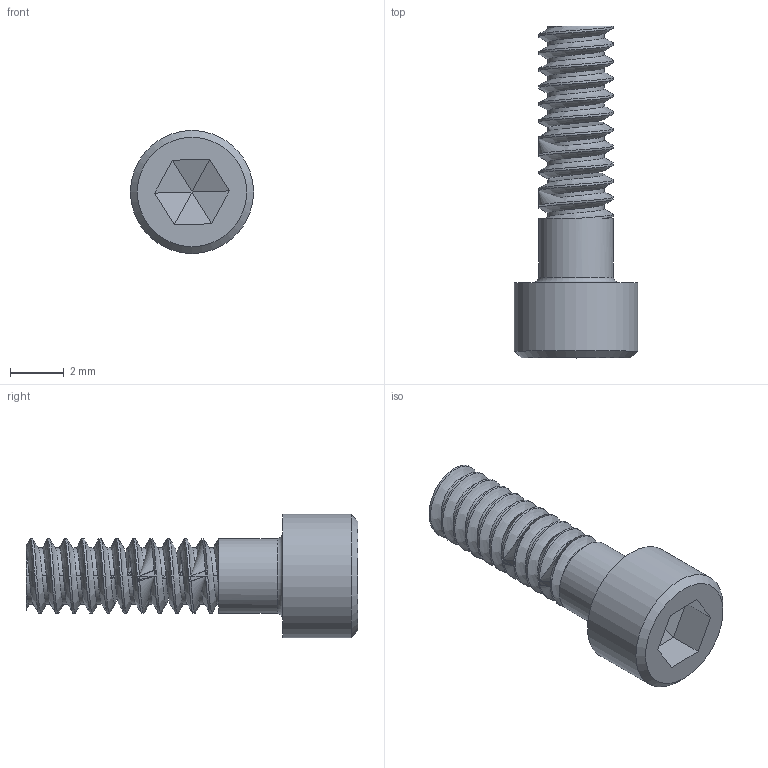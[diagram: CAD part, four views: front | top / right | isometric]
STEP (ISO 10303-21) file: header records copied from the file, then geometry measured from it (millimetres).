
FILE_DESCRIPTION(/* description */ (''),/* implementation_level */ '2;1');
FILE_NAME(/* name */ 'MS16995H-10-exact.step',/* time_stamp */ '2019-07-05T07:52:09-05:00',/* author */ (''),/* organization */ (''),/* preprocessor_version */ 'ST-DEVELOPER v18',/* originating_system */ 'Autodesk Translation Framework v8.2.0.1029',/* authorisation */ '');
FILE_SCHEMA (('AUTOMOTIVE_DESIGN { 1 0 10303 214 3 1 1 }'));
Length unit declared in the file: inch
Products named in the file (2): MS16995H-10-exact; MS16995H-10
Assembly tree (1 placements, depth 2):
  MS16995H-10-exact
    MS16995H-10
Bounding box: 4.57 x 12.32 x 4.57 mm (x, y, z)
Volume: 92 mm3; surface area: 206.2 mm2
Topology: 1 solids, 1 shells, 50 faces, 121 edges, 75 vertices
Faces by surface type: cylinder 30, plane 16, bspline 2, torus 1, cone 1
Full cylindrical faces by diameter (mm): 2.088 x13, 2.781 x13, 4.572 x1
Entity records: 2834 total; most frequent: CARTESIAN_POINT 1717, ORIENTED_EDGE 242, DIRECTION 184, EDGE_CURVE 121, VERTEX_POINT 75, AXIS2_PLACEMENT_3D 65, LINE 54, VECTOR 54
